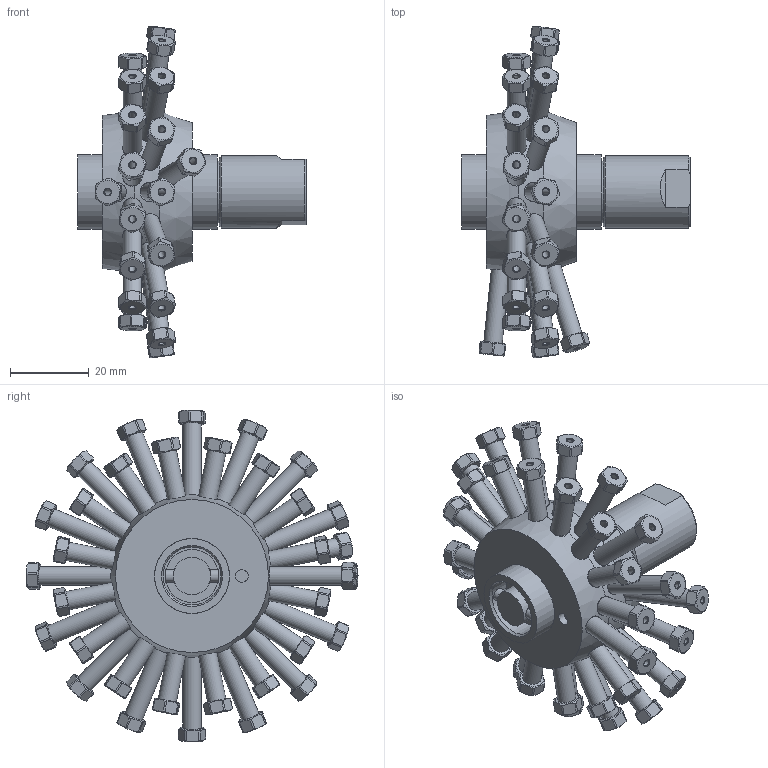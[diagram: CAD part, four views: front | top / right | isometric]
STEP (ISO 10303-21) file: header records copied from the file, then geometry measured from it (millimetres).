
FILE_DESCRIPTION((''),'2;1');
FILE_NAME('313467-DCST16MWE Valve 16 mpos.stp','2013-11-29T12:49:24',('Franzp'),(''),'Autodesk Inventor 2013','Autodesk Inventor 2013','');
FILE_SCHEMA(('AUTOMOTIVE_DESIGN { 1 0 10303 214 1 1 1 1 }'));
Length unit declared in the file: millimetre
Products named in the file (1): 313467_Shrinkwrap_1
Bounding box: 58.28 x 84.52 x 84.51 mm (x, y, z)
Surface area: 24893.7 mm2 (no closed solid volume)
Topology: 0 solids, 66 shells, 713 faces, 2032 edges, 1383 vertices
Faces by surface type: plane 327, cylinder 278, cone 108
Full cylindrical faces by diameter (mm): 1.7 x18, 1.71 x16, 3.183 x1, 3.213 x1, 4.7 x34, 5 x13, 9.525 x1, 14.681 x1, 15.748 x1, 18.415 x1, 19.05 x2, 41.275 x1
Entity records: 23343 total; most frequent: CARTESIAN_POINT 5923, DIRECTION 3430, ORIENTED_EDGE 3160, EDGE_CURVE 1717, AXIS2_PLACEMENT_3D 1497, VERTEX_POINT 1264, EDGE_LOOP 1023, CIRCLE 781
